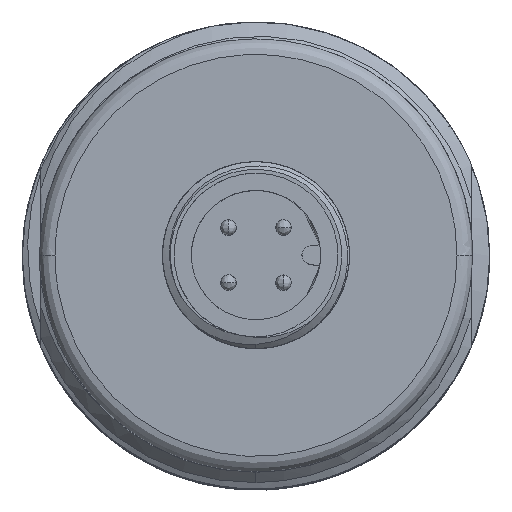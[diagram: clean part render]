
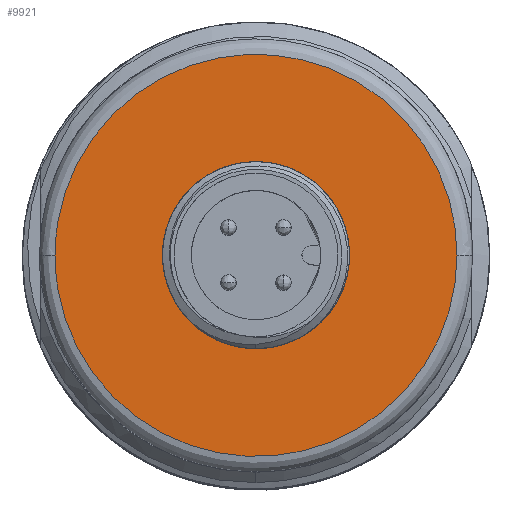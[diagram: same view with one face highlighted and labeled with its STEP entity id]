
A CAD part, top view. The second image highlights one B-rep face of the part: STEP entity #9921.
In plain terms, the highlighted free-form (B-spline) face has degree [1, 1] with [2, 2] control points.
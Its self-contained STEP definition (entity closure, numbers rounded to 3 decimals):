
#9855=CARTESIAN_POINT('',(-12.9,0.,44.));
#9856=VERTEX_POINT('',#9855);
#9864=CARTESIAN_POINT('',(12.9,0.,44.));
#9865=VERTEX_POINT('',#9864);
#9872=CARTESIAN_POINT('',(12.9,0.,44.));
#9873=CARTESIAN_POINT('',(12.9,-12.9,44.));
#9874=CARTESIAN_POINT('',(0.,-12.9,44.));
#9875=CARTESIAN_POINT('',(-12.9,-12.9,44.));
#9876=CARTESIAN_POINT('',(-12.9,0.,44.));
#9877=(BOUNDED_CURVE()B_SPLINE_CURVE(2,(#9872,#9873,#9874,#9875,#9876),.CIRCULAR_ARC.,.F.,.U.)B_SPLINE_CURVE_WITH_KNOTS((3,2,3),(0.,0.5,1.),.UNSPECIFIED.)CURVE()GEOMETRIC_REPRESENTATION_ITEM()RATIONAL_B_SPLINE_CURVE((1.,0.707,1.,0.707,1.))REPRESENTATION_ITEM(''));
#9878=EDGE_CURVE('',#9865,#9856,#9877,.T.);
#9883=CARTESIAN_POINT('',(-36.487,-36.487,44.));
#9884=CARTESIAN_POINT('',(-36.487,36.487,44.));
#9885=CARTESIAN_POINT('',(36.487,-36.487,44.));
#9886=CARTESIAN_POINT('',(36.487,36.487,44.));
#9887=B_SPLINE_SURFACE_WITH_KNOTS('',1,1,((#9883,#9884),(#9885,#9886)),.PLANE_SURF.,.F.,.F.,.U.,(2,2),(2,2),(0.,1.),(0.,1.),.UNSPECIFIED.);
#9888=ORIENTED_EDGE('',*,*,#9878,.F.);
#9889=CARTESIAN_POINT('',(12.9,0.,44.));
#9890=CARTESIAN_POINT('',(12.9,12.9,44.));
#9891=CARTESIAN_POINT('',(0.,12.9,44.));
#9892=CARTESIAN_POINT('',(-12.9,12.9,44.));
#9893=CARTESIAN_POINT('',(-12.9,0.,44.));
#9894=(BOUNDED_CURVE()B_SPLINE_CURVE(2,(#9889,#9890,#9891,#9892,#9893),.CIRCULAR_ARC.,.F.,.U.)B_SPLINE_CURVE_WITH_KNOTS((3,2,3),(0.,0.5,1.),.UNSPECIFIED.)CURVE()GEOMETRIC_REPRESENTATION_ITEM()RATIONAL_B_SPLINE_CURVE((1.,0.707,1.,0.707,1.))REPRESENTATION_ITEM(''));
#9895=EDGE_CURVE('',#9865,#9856,#9894,.T.);
#9896=ORIENTED_EDGE('',*,*,#9895,.T.);
#9897=EDGE_LOOP('',(#9888,#9896));
#9898=FACE_OUTER_BOUND('',#9897,.T.);
#9899=CARTESIAN_POINT('',(0.,-5.3,44.));
#9900=VERTEX_POINT('',#9899);
#9901=CARTESIAN_POINT('',(0.,5.3,44.));
#9902=VERTEX_POINT('',#9901);
#9903=CARTESIAN_POINT('',(0.,-5.3,44.));
#9904=CARTESIAN_POINT('',(-5.3,-5.3,44.));
#9905=CARTESIAN_POINT('',(-5.3,0.,44.));
#9906=CARTESIAN_POINT('',(-5.3,5.3,44.));
#9907=CARTESIAN_POINT('',(0.,5.3,44.));
#9908=(BOUNDED_CURVE()B_SPLINE_CURVE(2,(#9903,#9904,#9905,#9906,#9907),.CIRCULAR_ARC.,.F.,.U.)B_SPLINE_CURVE_WITH_KNOTS((3,2,3),(0.,0.5,1.),.UNSPECIFIED.)CURVE()GEOMETRIC_REPRESENTATION_ITEM()RATIONAL_B_SPLINE_CURVE((1.,0.707,1.,0.707,1.))REPRESENTATION_ITEM(''));
#9909=EDGE_CURVE('',#9900,#9902,#9908,.T.);
#9910=ORIENTED_EDGE('',*,*,#9909,.T.);
#9911=CARTESIAN_POINT('',(0.,5.3,44.));
#9912=CARTESIAN_POINT('',(5.3,5.3,44.));
#9913=CARTESIAN_POINT('',(5.3,0.,44.));
#9914=CARTESIAN_POINT('',(5.3,-5.3,44.));
#9915=CARTESIAN_POINT('',(0.,-5.3,44.));
#9916=(BOUNDED_CURVE()B_SPLINE_CURVE(2,(#9911,#9912,#9913,#9914,#9915),.CIRCULAR_ARC.,.F.,.U.)B_SPLINE_CURVE_WITH_KNOTS((3,2,3),(0.,0.5,1.),.UNSPECIFIED.)CURVE()GEOMETRIC_REPRESENTATION_ITEM()RATIONAL_B_SPLINE_CURVE((1.,0.707,1.,0.707,1.))REPRESENTATION_ITEM(''));
#9917=EDGE_CURVE('',#9902,#9900,#9916,.T.);
#9918=ORIENTED_EDGE('',*,*,#9917,.T.);
#9919=EDGE_LOOP('',(#9910,#9918));
#9920=FACE_BOUND('',#9919,.T.);
#9921=ADVANCED_FACE('',(#9898,#9920),#9887,.T.);
